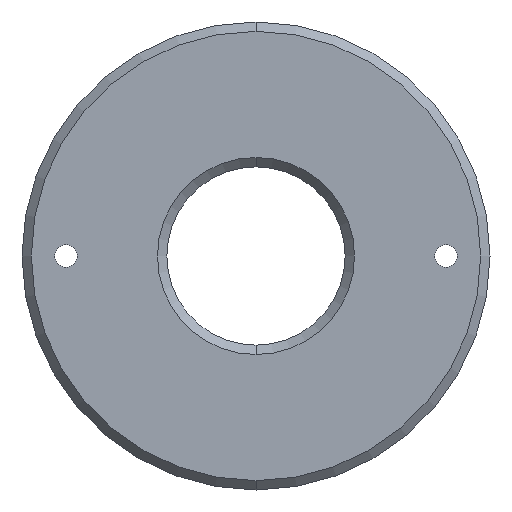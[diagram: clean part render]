
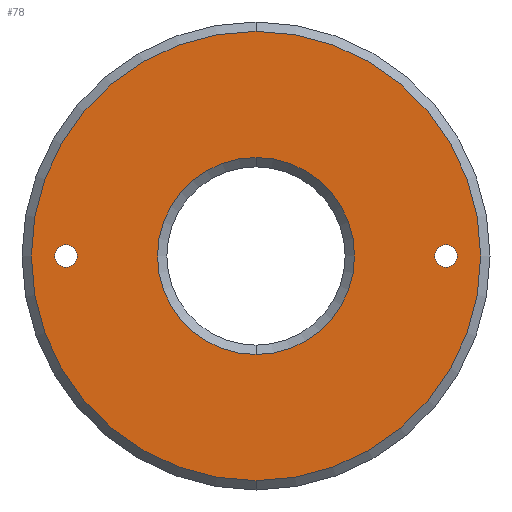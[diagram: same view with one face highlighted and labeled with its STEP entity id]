
A CAD part, front view. The second image highlights one B-rep face of the part: STEP entity #78.
In plain terms, the highlighted planar face has unit normal (0, -1, 0).
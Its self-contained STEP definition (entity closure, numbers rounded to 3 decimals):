
#70 = VERTEX_POINT ( 'NONE', #828 ) ;
#78 = ADVANCED_FACE ( 'NONE', ( #10712, #5200, #7072, #5378 ), #11533, .F. ) ;
#287 = AXIS2_PLACEMENT_3D ( 'NONE', #11322, #4291, #4181 ) ;
#432 = DIRECTION ( 'NONE',  ( 0., 1., 0. ) ) ;
#560 = DIRECTION ( 'NONE',  ( 0., -1., 0. ) ) ;
#606 = CARTESIAN_POINT ( 'NONE',  ( 0., 0., 0. ) ) ;
#612 = AXIS2_PLACEMENT_3D ( 'NONE', #5097, #8442, #10433 ) ;
#616 = DIRECTION ( 'NONE',  ( 0., -1., 0. ) ) ;
#828 = CARTESIAN_POINT ( 'NONE',  ( 0., 0., -12. ) ) ;
#944 = CARTESIAN_POINT ( 'NONE',  ( -10.15, 0., -0.6 ) ) ;
#1340 = CIRCLE ( 'NONE', #2075, 0.6 ) ;
#1368 = DIRECTION ( 'NONE',  ( 0., 0., 1. ) ) ;
#1490 = CARTESIAN_POINT ( 'NONE',  ( 10.15, 0., 0. ) ) ;
#1904 = DIRECTION ( 'NONE',  ( 0., 0., 1. ) ) ;
#1917 = DIRECTION ( 'NONE',  ( 0., -1., 0. ) ) ;
#2075 = AXIS2_PLACEMENT_3D ( 'NONE', #4544, #1917, #5534 ) ;
#2543 = VERTEX_POINT ( 'NONE', #5027 ) ;
#2552 = EDGE_LOOP ( 'NONE', ( #2746, #9600 ) ) ;
#2580 = EDGE_CURVE ( 'NONE', #70, #7349, #5651, .T. ) ;
#2722 = CARTESIAN_POINT ( 'NONE',  ( 10.15, 0., -0.6 ) ) ;
#2746 = ORIENTED_EDGE ( 'NONE', *, *, #3281, .F. ) ;
#2785 = DIRECTION ( 'NONE',  ( 0., -1., 0. ) ) ;
#3069 = CARTESIAN_POINT ( 'NONE',  ( -10.15, 0., 0. ) ) ;
#3131 = VERTEX_POINT ( 'NONE', #2722 ) ;
#3173 = CARTESIAN_POINT ( 'NONE',  ( 0., 0., -5.262 ) ) ;
#3281 = EDGE_CURVE ( 'NONE', #7349, #70, #9563, .T. ) ;
#3435 = EDGE_LOOP ( 'NONE', ( #8602, #9140 ) ) ;
#3445 = AXIS2_PLACEMENT_3D ( 'NONE', #7098, #2785, #1904 ) ;
#3790 = AXIS2_PLACEMENT_3D ( 'NONE', #8070, #10597, #6135 ) ;
#3968 = VERTEX_POINT ( 'NONE', #8020 ) ;
#4026 = CIRCLE ( 'NONE', #5319, 0.6 ) ;
#4091 = CARTESIAN_POINT ( 'NONE',  ( 0., 0., 12. ) ) ;
#4162 = CARTESIAN_POINT ( 'NONE',  ( 0., 0., 0. ) ) ;
#4181 = DIRECTION ( 'NONE',  ( 0., 0., -1. ) ) ;
#4235 = DIRECTION ( 'NONE',  ( 0., 0., 1. ) ) ;
#4291 = DIRECTION ( 'NONE',  ( 0., -1., 0. ) ) ;
#4484 = CIRCLE ( 'NONE', #9719, 0.6 ) ;
#4544 = CARTESIAN_POINT ( 'NONE',  ( -10.15, 0., 0. ) ) ;
#4562 = CIRCLE ( 'NONE', #287, 5.262 ) ;
#4638 = ORIENTED_EDGE ( 'NONE', *, *, #10950, .F. ) ;
#4986 = DIRECTION ( 'NONE',  ( 0., 0., 1. ) ) ;
#5027 = CARTESIAN_POINT ( 'NONE',  ( -10.15, 0., 0.6 ) ) ;
#5097 = CARTESIAN_POINT ( 'NONE',  ( 0., 0., 0. ) ) ;
#5200 = FACE_BOUND ( 'NONE', #6463, .T. ) ;
#5301 = CIRCLE ( 'NONE', #3445, 0.6 ) ;
#5319 = AXIS2_PLACEMENT_3D ( 'NONE', #1490, #616, #4235 ) ;
#5378 = FACE_OUTER_BOUND ( 'NONE', #2552, .T. ) ;
#5534 = DIRECTION ( 'NONE',  ( 0., 0., 1. ) ) ;
#5651 = CIRCLE ( 'NONE', #10149, 12. ) ;
#6135 = DIRECTION ( 'NONE',  ( 1., 0., 0. ) ) ;
#6463 = EDGE_LOOP ( 'NONE', ( #8626, #4638 ) ) ;
#6598 = EDGE_CURVE ( 'NONE', #7154, #2543, #4484, .T. ) ;
#6772 = CARTESIAN_POINT ( 'NONE',  ( 0., 0., 5.262 ) ) ;
#6989 = VERTEX_POINT ( 'NONE', #3173 ) ;
#7072 = FACE_BOUND ( 'NONE', #3435, .T. ) ;
#7098 = CARTESIAN_POINT ( 'NONE',  ( 10.15, 0., 0. ) ) ;
#7154 = VERTEX_POINT ( 'NONE', #944 ) ;
#7349 = VERTEX_POINT ( 'NONE', #4091 ) ;
#7568 = EDGE_CURVE ( 'NONE', #2543, #7154, #1340, .T. ) ;
#7665 = DIRECTION ( 'NONE',  ( 0., 0., -1. ) ) ;
#8020 = CARTESIAN_POINT ( 'NONE',  ( 10.15, 0., 0.6 ) ) ;
#8070 = CARTESIAN_POINT ( 'NONE',  ( 0., 0., 0. ) ) ;
#8302 = AXIS2_PLACEMENT_3D ( 'NONE', #606, #10477, #7665 ) ;
#8354 = VERTEX_POINT ( 'NONE', #6772 ) ;
#8442 = DIRECTION ( 'NONE',  ( 0., 1., 0. ) ) ;
#8602 = ORIENTED_EDGE ( 'NONE', *, *, #11135, .F. ) ;
#8626 = ORIENTED_EDGE ( 'NONE', *, *, #10045, .F. ) ;
#8686 = ORIENTED_EDGE ( 'NONE', *, *, #6598, .F. ) ;
#9140 = ORIENTED_EDGE ( 'NONE', *, *, #11487, .F. ) ;
#9563 = CIRCLE ( 'NONE', #612, 12. ) ;
#9600 = ORIENTED_EDGE ( 'NONE', *, *, #2580, .F. ) ;
#9719 = AXIS2_PLACEMENT_3D ( 'NONE', #3069, #560, #4986 ) ;
#10042 = ORIENTED_EDGE ( 'NONE', *, *, #7568, .F. ) ;
#10045 = EDGE_CURVE ( 'NONE', #3968, #3131, #4026, .T. ) ;
#10149 = AXIS2_PLACEMENT_3D ( 'NONE', #4162, #432, #1368 ) ;
#10182 = CIRCLE ( 'NONE', #8302, 5.262 ) ;
#10270 = EDGE_LOOP ( 'NONE', ( #10042, #8686 ) ) ;
#10433 = DIRECTION ( 'NONE',  ( 0., 0., 1. ) ) ;
#10477 = DIRECTION ( 'NONE',  ( 0., -1., 0. ) ) ;
#10597 = DIRECTION ( 'NONE',  ( 0., 1., 0. ) ) ;
#10712 = FACE_BOUND ( 'NONE', #10270, .T. ) ;
#10950 = EDGE_CURVE ( 'NONE', #3131, #3968, #5301, .T. ) ;
#11135 = EDGE_CURVE ( 'NONE', #6989, #8354, #4562, .T. ) ;
#11322 = CARTESIAN_POINT ( 'NONE',  ( 0., 0., 0. ) ) ;
#11487 = EDGE_CURVE ( 'NONE', #8354, #6989, #10182, .T. ) ;
#11533 = PLANE ( 'NONE',  #3790 ) ;
